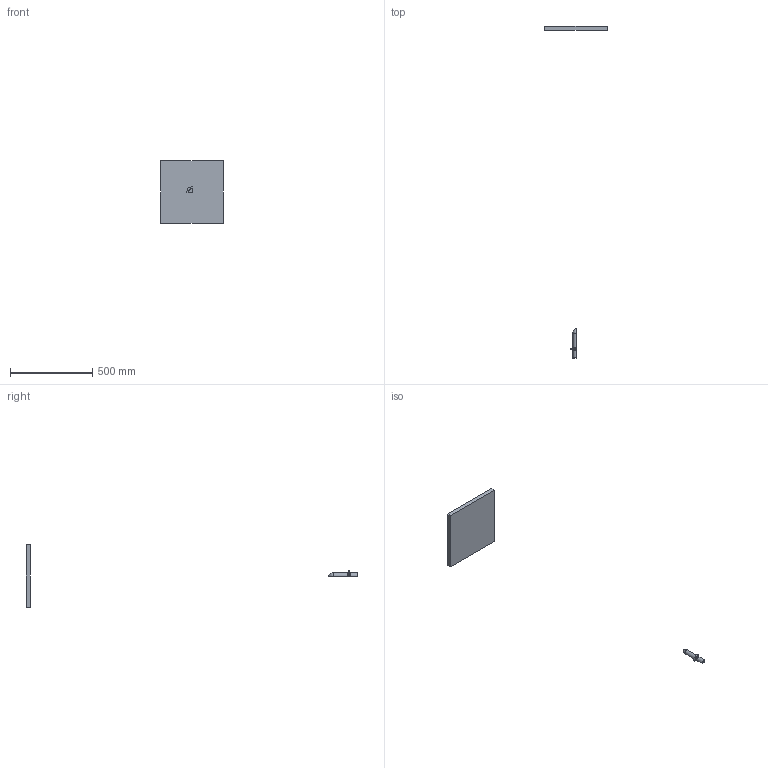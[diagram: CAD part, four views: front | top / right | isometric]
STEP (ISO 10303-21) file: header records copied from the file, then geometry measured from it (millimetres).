
FILE_DESCRIPTION (( 'STEP AP203' ), '1' );
FILE_NAME ('impact anvil 2.1.STEP', '2023-03-31T19:11:35', ( '' ), ( '' ), 'SwSTEP 2.0', 'SolidWorks 2022', '' );
FILE_SCHEMA (( 'CONFIG_CONTROL_DESIGN' ));
Length unit declared in the file: inch
Products named in the file (4): Impact Nose; Smash Plate; impact anvil 2.1; Impact Weight
Assembly tree (3 placements, depth 2):
  impact anvil 2.1
    Impact Weight
    Impact Nose
    Smash Plate
Bounding box: 381 x 2016.12 x 381 mm (x, y, z)
Volume: 3738503.2 mm3; surface area: 342851.9 mm2
Topology: 3 solids, 3 shells, 26 faces, 62 edges, 40 vertices
Faces by surface type: plane 15, cylinder 5, torus 3, cone 2, sphere 1
Entity records: 1168 total; most frequent: DIRECTION 146, CARTESIAN_POINT 132, ORIENTED_EDGE 120, EDGE_CURVE 60, AXIS2_PLACEMENT_3D 54, VERTEX_POINT 40, LINE 38, VECTOR 38
